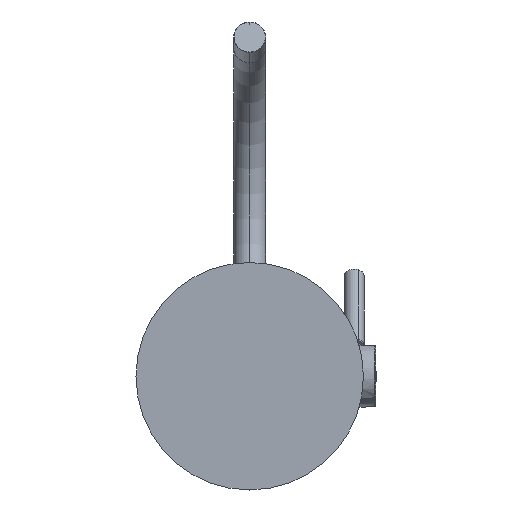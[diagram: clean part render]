
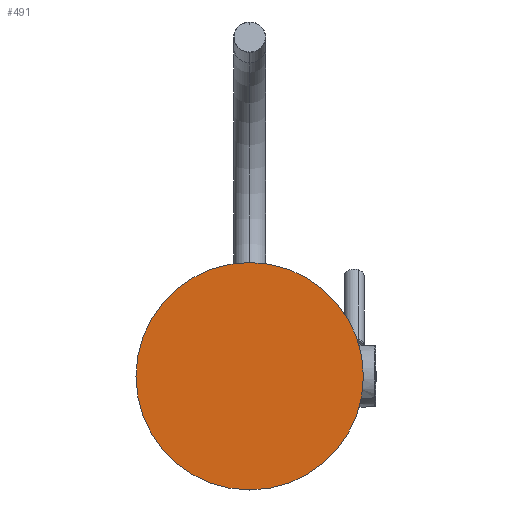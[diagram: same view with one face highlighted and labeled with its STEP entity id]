
A CAD part, front view. The second image highlights one B-rep face of the part: STEP entity #491.
In plain terms, the highlighted planar face has unit normal (0, -1, 0).
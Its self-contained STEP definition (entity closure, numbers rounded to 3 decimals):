
#18 = DIRECTION ( 'NONE',  ( 0., 0., 1. ) ) ;
#28 = FACE_OUTER_BOUND ( 'NONE', #697, .T. ) ;
#288 = CARTESIAN_POINT ( 'NONE',  ( 0., 0., -67.5 ) ) ;
#481 = EDGE_CURVE ( 'NONE', #1243, #866, #1385, .T. ) ;
#491 = ADVANCED_FACE ( 'NONE', ( #28 ), #910, .F. ) ;
#624 = CARTESIAN_POINT ( 'NONE',  ( 0., 0., 0. ) ) ;
#697 = EDGE_LOOP ( 'NONE', ( #2257, #1331 ) ) ;
#724 = EDGE_CURVE ( 'NONE', #866, #1243, #2069, .T. ) ;
#866 = VERTEX_POINT ( 'NONE', #288 ) ;
#910 = PLANE ( 'NONE',  #1904 ) ;
#921 = DIRECTION ( 'NONE',  ( 0., 1., 0. ) ) ;
#996 = DIRECTION ( 'NONE',  ( 0., 1., 0. ) ) ;
#1056 = AXIS2_PLACEMENT_3D ( 'NONE', #624, #996, #1554 ) ;
#1243 = VERTEX_POINT ( 'NONE', #1281 ) ;
#1281 = CARTESIAN_POINT ( 'NONE',  ( 0., 0., 67.5 ) ) ;
#1331 = ORIENTED_EDGE ( 'NONE', *, *, #724, .F. ) ;
#1385 = CIRCLE ( 'NONE', #1833, 67.5 ) ;
#1414 = DIRECTION ( 'NONE',  ( 0., 0., 1. ) ) ;
#1554 = DIRECTION ( 'NONE',  ( 0., 0., 1. ) ) ;
#1624 = DIRECTION ( 'NONE',  ( 0., 1., 0. ) ) ;
#1642 = CARTESIAN_POINT ( 'NONE',  ( 0., 0., 0. ) ) ;
#1833 = AXIS2_PLACEMENT_3D ( 'NONE', #1967, #921, #1414 ) ;
#1904 = AXIS2_PLACEMENT_3D ( 'NONE', #1642, #1624, #18 ) ;
#1967 = CARTESIAN_POINT ( 'NONE',  ( 0., 0., 0. ) ) ;
#2069 = CIRCLE ( 'NONE', #1056, 67.5 ) ;
#2257 = ORIENTED_EDGE ( 'NONE', *, *, #481, .F. ) ;
